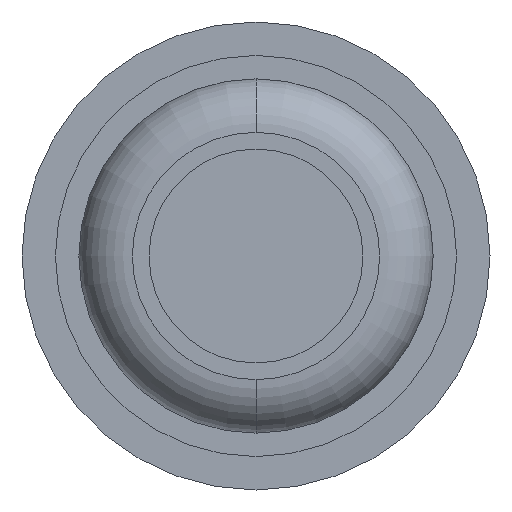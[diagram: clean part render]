
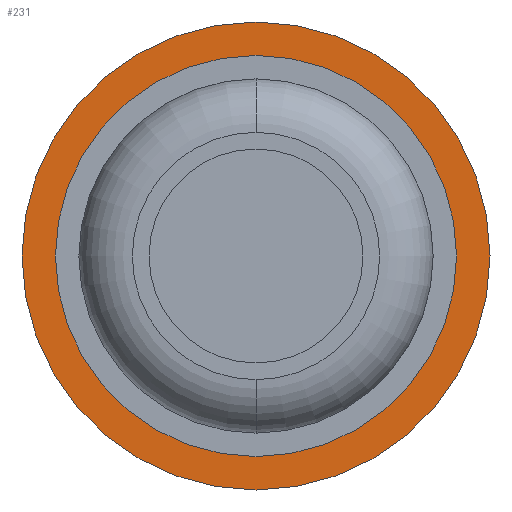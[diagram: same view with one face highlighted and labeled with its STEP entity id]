
A CAD part, front view. The second image highlights one B-rep face of the part: STEP entity #231.
In plain terms, the highlighted planar face has unit normal (0, -1, 0).
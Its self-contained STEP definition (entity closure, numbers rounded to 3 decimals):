
#33 = DIRECTION ( 'NONE',  ( 0., -1., 0. ) ) ;
#72 = CARTESIAN_POINT ( 'NONE',  ( -1.75, -0.8, 0. ) ) ;
#167 = CARTESIAN_POINT ( 'NONE',  ( 0., -0.8, -1.75 ) ) ;
#217 = AXIS2_PLACEMENT_3D ( 'NONE', #1875, #3582, #470 ) ;
#222 = AXIS2_PLACEMENT_3D ( 'NONE', #1161, #2607, #900 ) ;
#231 = ADVANCED_FACE ( 'Defeature ausgef�hrt1_6', ( #1097, #343 ), #2301, .T. ) ;
#343 = FACE_OUTER_BOUND ( 'NONE', #2264, .T. ) ;
#413 = EDGE_LOOP ( 'NONE', ( #2774, #2500 ) ) ;
#418 = EDGE_CURVE ( 'Defeature ausgef�hrt1_6+Defeature ausgef�hrt1_5+Defeature ausgef�hrt1_5+Defeature ausgef�hrt1_5', #1908, #2132, #1405, .T. ) ;
#470 = DIRECTION ( 'NONE',  ( 0., 0., 1. ) ) ;
#526 = CIRCLE ( 'NONE', #222, 1.75 ) ;
#588 = DIRECTION ( 'NONE',  ( 0., 0., -1. ) ) ;
#769 = DIRECTION ( 'NONE',  ( 0., 0., 1. ) ) ;
#829 = AXIS2_PLACEMENT_3D ( 'NONE', #3341, #3626, #769 ) ;
#900 = DIRECTION ( 'NONE',  ( 0., 0., 1. ) ) ;
#1017 = CARTESIAN_POINT ( 'NONE',  ( 0., -0.8, -1.5 ) ) ;
#1097 = FACE_BOUND ( 'NONE', #413, .T. ) ;
#1161 = CARTESIAN_POINT ( 'NONE',  ( 0., -0.8, 0. ) ) ;
#1405 = CIRCLE ( 'NONE', #217, 1.5 ) ;
#1522 = AXIS2_PLACEMENT_3D ( 'NONE', #72, #33, #588 ) ;
#1676 = CIRCLE ( 'NONE', #829, 1.5 ) ;
#1754 = CARTESIAN_POINT ( 'NONE',  ( 0., -0.8, 0. ) ) ;
#1799 = AXIS2_PLACEMENT_3D ( 'NONE', #1754, #2045, #2296 ) ;
#1875 = CARTESIAN_POINT ( 'NONE',  ( 0., -0.8, 0. ) ) ;
#1908 = VERTEX_POINT ( 'NONE', #2884 ) ;
#1972 = EDGE_CURVE ( 'Defeature ausgef�hrt1_7+Defeature ausgef�hrt1_6+Defeature ausgef�hrt1_6+Defeature ausgef�hrt1_6', #3415, #3191, #526, .T. ) ;
#2045 = DIRECTION ( 'NONE',  ( 0., 1., 0. ) ) ;
#2132 = VERTEX_POINT ( 'NONE', #1017 ) ;
#2178 = ORIENTED_EDGE ( 'NONE', *, *, #1972, .F. ) ;
#2264 = EDGE_LOOP ( 'NONE', ( #2178, #2918 ) ) ;
#2296 = DIRECTION ( 'NONE',  ( 0., 0., 1. ) ) ;
#2301 = PLANE ( 'NONE',  #1522 ) ;
#2500 = ORIENTED_EDGE ( 'NONE', *, *, #2804, .T. ) ;
#2591 = CARTESIAN_POINT ( 'NONE',  ( 0., -0.8, 1.75 ) ) ;
#2607 = DIRECTION ( 'NONE',  ( 0., 1., 0. ) ) ;
#2774 = ORIENTED_EDGE ( 'NONE', *, *, #418, .T. ) ;
#2804 = EDGE_CURVE ( 'Defeature ausgef�hrt1_6+Defeature ausgef�hrt1_5+Defeature ausgef�hrt1_5+Defeature ausgef�hrt1_5', #2132, #1908, #1676, .T. ) ;
#2884 = CARTESIAN_POINT ( 'NONE',  ( 0., -0.8, 1.5 ) ) ;
#2918 = ORIENTED_EDGE ( 'NONE', *, *, #3466, .F. ) ;
#3065 = CIRCLE ( 'NONE', #1799, 1.75 ) ;
#3191 = VERTEX_POINT ( 'NONE', #167 ) ;
#3341 = CARTESIAN_POINT ( 'NONE',  ( 0., -0.8, 0. ) ) ;
#3415 = VERTEX_POINT ( 'NONE', #2591 ) ;
#3466 = EDGE_CURVE ( 'Defeature ausgef�hrt1_7+Defeature ausgef�hrt1_6+Defeature ausgef�hrt1_6+Defeature ausgef�hrt1_6', #3191, #3415, #3065, .T. ) ;
#3582 = DIRECTION ( 'NONE',  ( 0., 1., 0. ) ) ;
#3626 = DIRECTION ( 'NONE',  ( 0., 1., 0. ) ) ;
